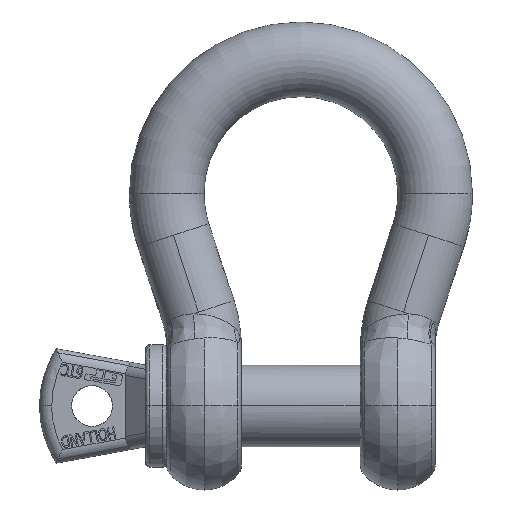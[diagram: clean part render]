
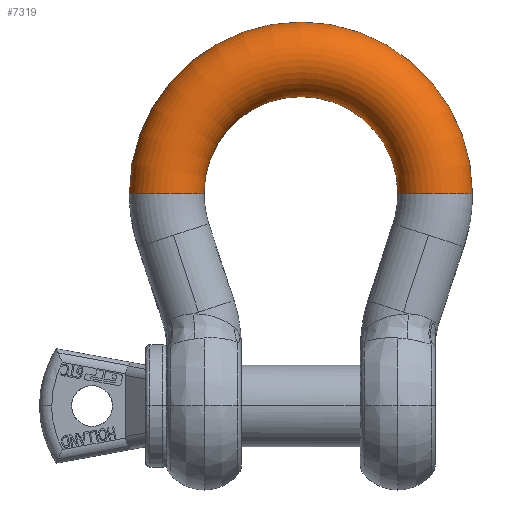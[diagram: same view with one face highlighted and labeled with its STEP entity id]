
A CAD part, top view. The second image highlights one B-rep face of the part: STEP entity #7319.
In plain terms, the highlighted toroidal (fillet/blend) face has major radius 57.5 mm and minor radius 16 mm.
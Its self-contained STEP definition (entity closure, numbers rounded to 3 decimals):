
#3809=AXIS2_PLACEMENT_3D('Circle Axis2P3D',#3807,#3808,$) ;
#7292=AXIS2_PLACEMENT_3D('Torus Axis2P3D',#7289,#7290,#7291) ;
#7296=AXIS2_PLACEMENT_3D('Circle Axis2P3D',#7294,#7295,$) ;
#7303=AXIS2_PLACEMENT_3D('Circle Axis2P3D',#7301,#7302,$) ;
#7310=AXIS2_PLACEMENT_3D('Circle Axis2P3D',#7308,#7309,$) ;
#3804=CARTESIAN_POINT('Vertex',(73.5,91.,0.)) ;
#3807=CARTESIAN_POINT('Axis2P3D Location',(57.5,91.,0.)) ;
#3811=CARTESIAN_POINT('Vertex',(41.5,91.,0.)) ;
#7289=CARTESIAN_POINT('Axis2P3D Location',(0.,91.,0.)) ;
#7294=CARTESIAN_POINT('Axis2P3D Location',(0.,91.,0.)) ;
#7298=CARTESIAN_POINT('Vertex',(-41.5,91.,0.)) ;
#7301=CARTESIAN_POINT('Axis2P3D Location',(0.,91.,0.)) ;
#7305=CARTESIAN_POINT('Vertex',(-73.5,91.,0.)) ;
#7308=CARTESIAN_POINT('Axis2P3D Location',(-57.5,91.,0.)) ;
#3808=DIRECTION('Axis2P3D Direction',(0.,1.,0.)) ;
#7290=DIRECTION('Axis2P3D Direction',(0.,0.,-1.)) ;
#7291=DIRECTION('Axis2P3D XDirection',(-1.,0.,0.)) ;
#7295=DIRECTION('Axis2P3D Direction',(0.,0.,-1.)) ;
#7302=DIRECTION('Axis2P3D Direction',(0.,0.,-1.)) ;
#7309=DIRECTION('Axis2P3D Direction',(0.,-1.,0.)) ;
#7314=ORIENTED_EDGE('',*,*,#7300,.F.) ;
#7315=ORIENTED_EDGE('',*,*,#3813,.T.) ;
#7316=ORIENTED_EDGE('',*,*,#7307,.F.) ;
#7317=ORIENTED_EDGE('',*,*,#7312,.T.) ;
#7319=ADVANCED_FACE('',(#7318),#7293,.T.) ;
#3810=CIRCLE('generated circle',#3809,16.) ;
#7297=CIRCLE('generated circle',#7296,41.5) ;
#7304=CIRCLE('generated circle',#7303,73.5) ;
#7311=CIRCLE('generated circle',#7310,16.) ;
#7293=TOROIDAL_SURFACE('homeo Torus',#7292,57.5,16.) ;
#3813=EDGE_CURVE('',#3812,#3805,#3810,.T.) ;
#7300=EDGE_CURVE('',#3812,#7299,#7297,.F.) ;
#7307=EDGE_CURVE('',#7306,#3805,#7304,.T.) ;
#7312=EDGE_CURVE('',#7306,#7299,#7311,.F.) ;
#7313=EDGE_LOOP('',(#7314,#7315,#7316,#7317)) ;
#7318=FACE_OUTER_BOUND('',#7313,.T.) ;
#3805=VERTEX_POINT('',#3804) ;
#3812=VERTEX_POINT('',#3811) ;
#7299=VERTEX_POINT('',#7298) ;
#7306=VERTEX_POINT('',#7305) ;
